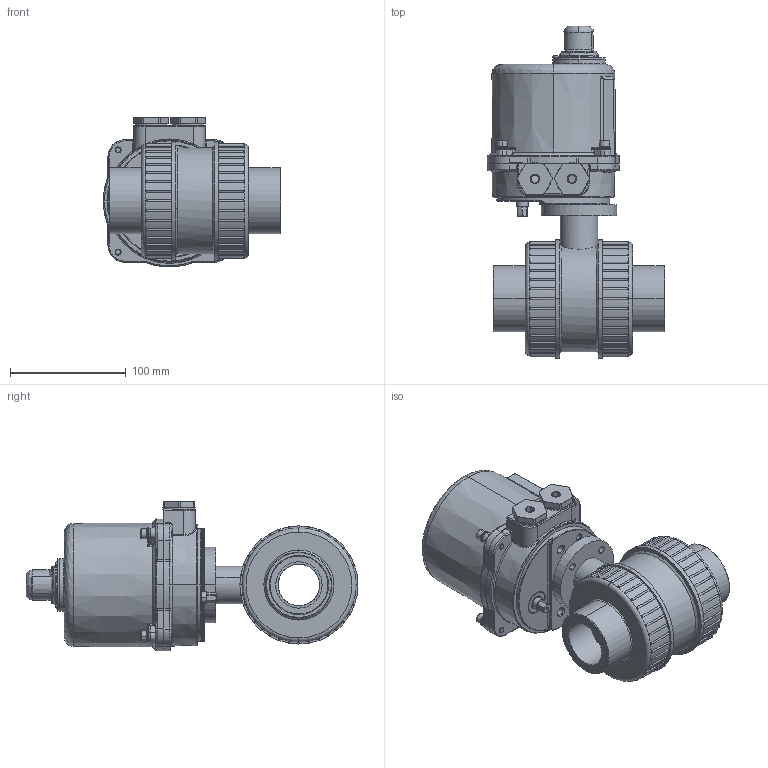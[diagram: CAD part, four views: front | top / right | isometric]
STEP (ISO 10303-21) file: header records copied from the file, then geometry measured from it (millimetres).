
FILE_DESCRIPTION (( 'STEP AP214' ), '1' );
FILE_NAME ('200144050-KKE-050-VDL-OM1.STEP', '2021-10-01T10:26:03', ( '' ), ( '' ), 'SwSTEP 2.0', 'SolidWorks 2018', '' );
FILE_SCHEMA (( 'AUTOMOTIVE_DESIGN' ));
Length unit declared in the file: millimetre
Products named in the file (1): 200144050-KKE-050-VDL-OM1
Bounding box: 153.1 x 286.6 x 129.44 mm (x, y, z)
Surface area: 165948 mm2 (no closed solid volume)
Topology: 0 solids, 77 shells, 1198 faces, 5536 edges, 4256 vertices
Faces by surface type: plane 393, cylinder 350, bspline 224, cone 95, sphere 75, torus 61
Entity records: 79795 total; most frequent: CARTESIAN_POINT 28086, ORIENTED_EDGE 7859, DIRECTION 6256, EDGE_CURVE 5359, VERTEX_POINT 4179, LINE 2328, VECTOR 2328, B_SPLINE_CURVE_WITH_KNOTS 1973
